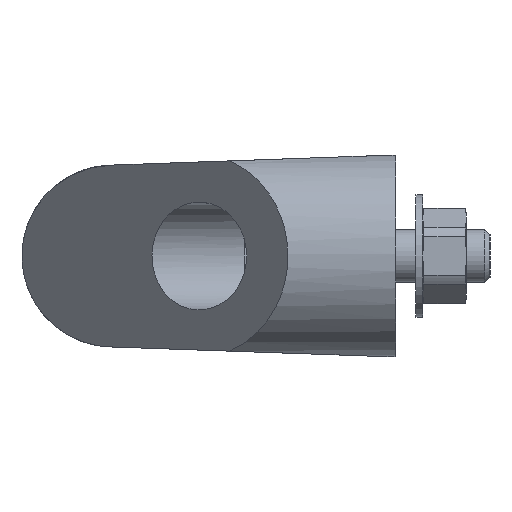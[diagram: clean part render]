
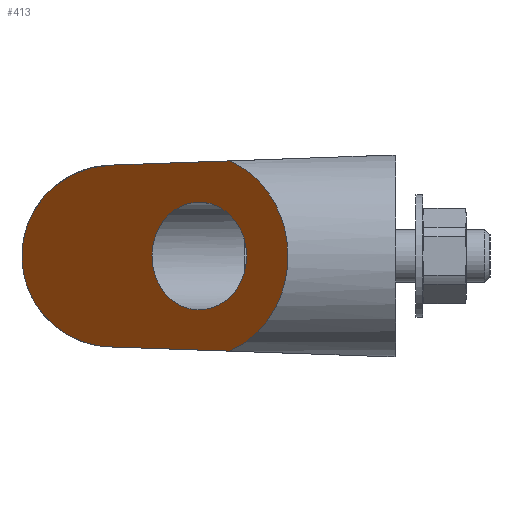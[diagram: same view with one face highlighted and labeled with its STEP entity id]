
A CAD part, left-side view. The second image highlights one B-rep face of the part: STEP entity #413.
In plain terms, the highlighted planar face has unit normal (-0.66, 0.751, 0).
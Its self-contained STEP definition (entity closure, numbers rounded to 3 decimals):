
#413 = ADVANCED_FACE( '', ( #883, #884 ), #885, .T. );
#883 = FACE_BOUND( '', #1392, .T. );
#884 = FACE_OUTER_BOUND( '', #1393, .T. );
#885 = PLANE( '', #1394 );
#1392 = EDGE_LOOP( '', ( #2510 ) );
#1393 = EDGE_LOOP( '', ( #2511, #2512, #2513, #2514, #2515, #2516, #2517, #2518 ) );
#1394 = AXIS2_PLACEMENT_3D( '', #2519, #2520, #2521 );
#2510 = ORIENTED_EDGE( '', *, *, #2888, .T. );
#2511 = ORIENTED_EDGE( '', *, *, #3124, .T. );
#2512 = ORIENTED_EDGE( '', *, *, #3205, .T. );
#2513 = ORIENTED_EDGE( '', *, *, #3104, .T. );
#2514 = ORIENTED_EDGE( '', *, *, #3234, .F. );
#2515 = ORIENTED_EDGE( '', *, *, #3235, .T. );
#2516 = ORIENTED_EDGE( '', *, *, #3088, .F. );
#2517 = ORIENTED_EDGE( '', *, *, #2800, .T. );
#2518 = ORIENTED_EDGE( '', *, *, #3236, .T. );
#2519 = CARTESIAN_POINT( '', ( -15.01, 16.01, 50. ) );
#2520 = DIRECTION( '', ( -0.66, 0.752, 0. ) );
#2521 = DIRECTION( '', ( -0.752, -0.66, 0. ) );
#2800 = EDGE_CURVE( '', #3294, #3292, #3295, .T. );
#2888 = EDGE_CURVE( '', #3446, #3446, #3447, .F. );
#3088 = EDGE_CURVE( '', #3294, #3752, #3753, .T. );
#3104 = EDGE_CURVE( '', #3775, #3773, #3776, .T. );
#3124 = EDGE_CURVE( '', #3803, #3800, #3804, .T. );
#3205 = EDGE_CURVE( '', #3800, #3775, #3909, .T. );
#3234 = EDGE_CURVE( '', #3939, #3773, #3940, .T. );
#3235 = EDGE_CURVE( '', #3939, #3752, #3941, .T. );
#3236 = EDGE_CURVE( '', #3292, #3803, #3942, .T. );
#3292 = VERTEX_POINT( '', #4004 );
#3294 = VERTEX_POINT( '', #4007 );
#3295 = LINE( '', #4008, #4009 );
#3446 = VERTEX_POINT( '', #4236 );
#3447 = ELLIPSE( '', #4237, 10.645, 8. );
#3752 = VERTEX_POINT( '', #4677 );
#3753 = LINE( '', #4678, #4679 );
#3773 = VERTEX_POINT( '', #4711 );
#3775 = VERTEX_POINT( '', #4714 );
#3776 = LINE( '', #4715, #4716 );
#3800 = VERTEX_POINT( '', #4750 );
#3803 = VERTEX_POINT( '', #4753 );
#3804 = ELLIPSE( '', #4754, 19.959, 15. );
#3909 = LINE( '', #4907, #4908 );
#3939 = VERTEX_POINT( '', #4951 );
#3940 = LINE( '', #4952, #4953 );
#3941 = ELLIPSE( '', #4954, 20.464, 13.5 );
#3942 = LINE( '', #4955, #4956 );
#4004 = CARTESIAN_POINT( '', ( 14.587, 41.99, -13.51 ) );
#4007 = CARTESIAN_POINT( '', ( 14.599, 42., -13.51 ) );
#4008 = CARTESIAN_POINT( '', ( -15.01, 16.01, -13.51 ) );
#4009 = VECTOR( '', #5030, 1000. );
#4236 = CARTESIAN_POINT( '', ( -8.01, 22.154, 0. ) );
#4237 = AXIS2_PLACEMENT_3D( '', #5116, #5117, #5118 );
#4677 = CARTESIAN_POINT( '', ( 14.599, 42., -13.5 ) );
#4678 = CARTESIAN_POINT( '', ( 14.599, 42., 0. ) );
#4679 = VECTOR( '', #5362, 1000. );
#4711 = CARTESIAN_POINT( '', ( 14.599, 42., 13.51 ) );
#4714 = CARTESIAN_POINT( '', ( 14.587, 41.99, 13.51 ) );
#4715 = CARTESIAN_POINT( '', ( -15.01, 16.01, 13.51 ) );
#4716 = VECTOR( '', #5373, 1000. );
#4750 = CARTESIAN_POINT( '', ( -5.047, 24.755, 14.125 ) );
#4753 = CARTESIAN_POINT( '', ( -5.068, 24.737, -14.118 ) );
#4754 = AXIS2_PLACEMENT_3D( '', #5396, #5397, #5398 );
#4907 = CARTESIAN_POINT( '', ( -15.639, 15.458, 14.457 ) );
#4908 = VECTOR( '', #5489, 1000. );
#4951 = CARTESIAN_POINT( '', ( 14.599, 42., 13.5 ) );
#4952 = CARTESIAN_POINT( '', ( 14.599, 42., 0. ) );
#4953 = VECTOR( '', #5512, 1000. );
#4954 = AXIS2_PLACEMENT_3D( '', #5513, #5514, #5515 );
#4955 = CARTESIAN_POINT( '', ( -13.885, 16.997, -14.39 ) );
#4956 = VECTOR( '', #5516, 1000. );
#5030 = DIRECTION( '', ( -0.752, -0.66, 0. ) );
#5116 = CARTESIAN_POINT( '', ( -0.01, 29.177, 0. ) );
#5117 = DIRECTION( '', ( -0.66, 0.752, 0. ) );
#5118 = DIRECTION( '', ( -0.752, -0.66, 0. ) );
#5362 = DIRECTION( '', ( 0., 0., 1. ) );
#5373 = DIRECTION( '', ( 0.752, 0.66, 0. ) );
#5396 = CARTESIAN_POINT( '', ( 0., 29.185, 0. ) );
#5397 = DIRECTION( '', ( -0.66, 0.752, 0. ) );
#5398 = DIRECTION( '', ( -0.752, -0.66, 0. ) );
#5489 = DIRECTION( '', ( 0.751, 0.66, -0.024 ) );
#5512 = DIRECTION( '', ( 0., 0., 1. ) );
#5513 = CARTESIAN_POINT( '', ( 14.599, 42., 0. ) );
#5514 = DIRECTION( '', ( -0.66, 0.752, 0. ) );
#5515 = DIRECTION( '', ( 0.752, 0.66, 0. ) );
#5516 = DIRECTION( '', ( -0.751, -0.66, -0.023 ) );
